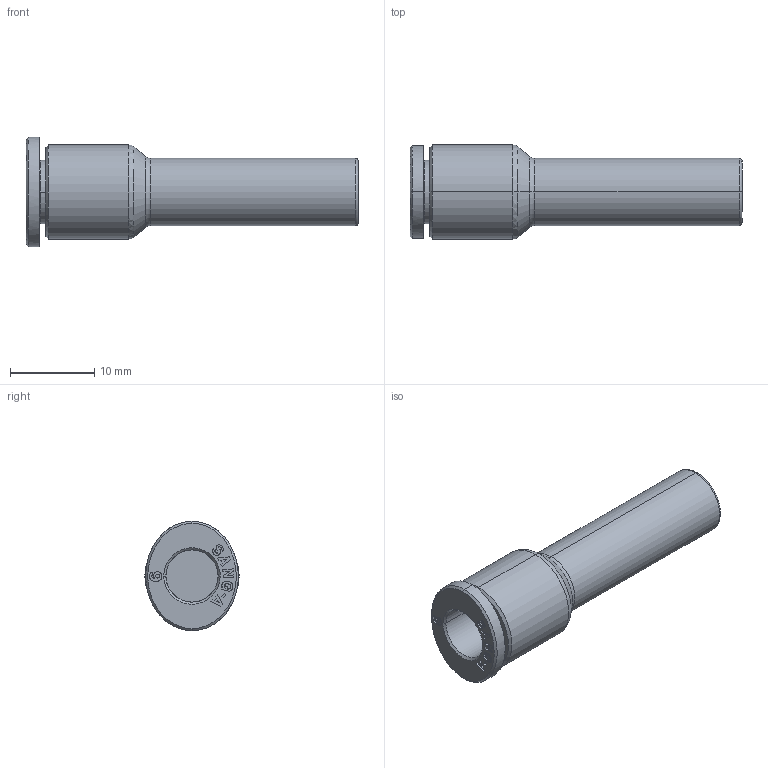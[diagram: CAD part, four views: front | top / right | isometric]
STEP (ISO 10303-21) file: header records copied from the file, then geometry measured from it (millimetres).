
FILE_DESCRIPTION (( 'STEP AP214' ), '1' );
FILE_NAME ('PGJ08-06.stp', '2015-08-18T14:31:46', ( '' ), ( '' ), 'SwSTEP 2.0', 'SolidWorks 2015', '' );
FILE_SCHEMA (( 'AUTOMOTIVE_DESIGN' ));
Length unit declared in the file: millimetre
Products named in the file (2): PGJ08-06; ｦ+ﾃｦ1
Assembly tree (1 placements, depth 2):
  PGJ08-06
    ｦ+ﾃｦ1
Bounding box: 39.45 x 11.2 x 13 mm (x, y, z)
Volume: 2141.9 mm3; surface area: 1713.2 mm2
Topology: 1 solids, 1 shells, 230 faces, 629 edges, 414 vertices
Faces by surface type: plane 169, bspline 36, cylinder 17, cone 6, torus 2
Entity records: 8618 total; most frequent: CARTESIAN_POINT 2839, ORIENTED_EDGE 1258, DIRECTION 995, EDGE_CURVE 629, VECTOR 503, LINE 503, VERTEX_POINT 414, AXIS2_PLACEMENT_3D 246
